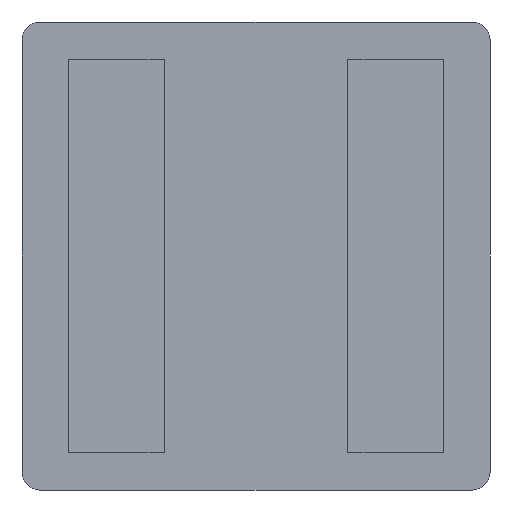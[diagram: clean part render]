
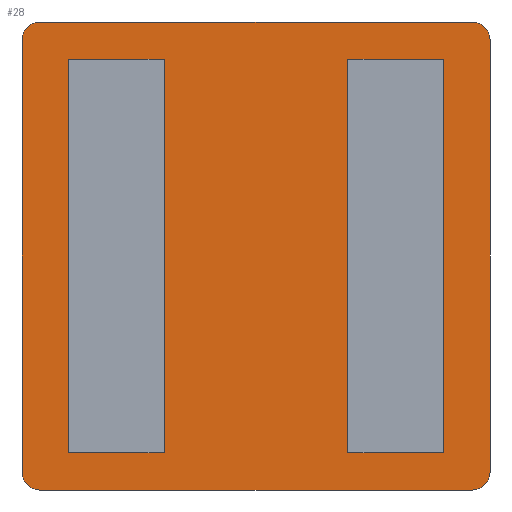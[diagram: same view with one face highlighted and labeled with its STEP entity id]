
A CAD part, front view. The second image highlights one B-rep face of the part: STEP entity #28.
In plain terms, the highlighted planar face has unit normal (0, -1, 0).
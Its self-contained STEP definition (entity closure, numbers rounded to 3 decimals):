
#3 = CARTESIAN_POINT ( 'NONE',  ( 1.85, 0.05, 1.85 ) ) ;
#8 = AXIS2_PLACEMENT_3D ( 'NONE', #506, #163, #564 ) ;
#17 = CARTESIAN_POINT ( 'NONE',  ( -2., 0.05, -1.85 ) ) ;
#19 = CARTESIAN_POINT ( 'NONE',  ( -2., 0.05, 1.85 ) ) ;
#23 = DIRECTION ( 'NONE',  ( 0., 1., 0. ) ) ;
#26 = CARTESIAN_POINT ( 'NONE',  ( -1.85, 0.05, 1.85 ) ) ;
#28 = ADVANCED_FACE ( 'NONE', ( #442 ), #274, .F. ) ;
#43 = DIRECTION ( 'NONE',  ( 0., 1., 0. ) ) ;
#56 = DIRECTION ( 'NONE',  ( 0., 0., -1. ) ) ;
#57 = VERTEX_POINT ( 'NONE', #733 ) ;
#60 = CARTESIAN_POINT ( 'NONE',  ( 1.85, 0.05, 2. ) ) ;
#63 = LINE ( 'NONE', #127, #638 ) ;
#65 = LINE ( 'NONE', #380, #639 ) ;
#87 = ORIENTED_EDGE ( 'NONE', *, *, #232, .F. ) ;
#112 = ORIENTED_EDGE ( 'NONE', *, *, #535, .F. ) ;
#115 = CARTESIAN_POINT ( 'NONE',  ( 2., 0.05, -1.85 ) ) ;
#127 = CARTESIAN_POINT ( 'NONE',  ( -1.85, 0.05, -2. ) ) ;
#142 = AXIS2_PLACEMENT_3D ( 'NONE', #26, #23, #628 ) ;
#144 = ORIENTED_EDGE ( 'NONE', *, *, #336, .F. ) ;
#145 = VECTOR ( 'NONE', #607, 1000. ) ;
#149 = EDGE_LOOP ( 'NONE', ( #252, #87, #171, #112, #144, #596, #437, #699 ) ) ;
#163 = DIRECTION ( 'NONE',  ( 0., 1., 0. ) ) ;
#165 = EDGE_CURVE ( 'NONE', #57, #512, #297, .T. ) ;
#171 = ORIENTED_EDGE ( 'NONE', *, *, #705, .F. ) ;
#192 = CIRCLE ( 'NONE', #142, 0.15 ) ;
#203 = DIRECTION ( 'NONE',  ( 1., 0., 0. ) ) ;
#219 = DIRECTION ( 'NONE',  ( 0., 0., 1. ) ) ;
#232 = EDGE_CURVE ( 'NONE', #492, #417, #65, .T. ) ;
#245 = EDGE_CURVE ( 'NONE', #417, #57, #675, .T. ) ;
#249 = CIRCLE ( 'NONE', #287, 0.15 ) ;
#252 = ORIENTED_EDGE ( 'NONE', *, *, #245, .F. ) ;
#274 = PLANE ( 'NONE',  #374 ) ;
#287 = AXIS2_PLACEMENT_3D ( 'NONE', #731, #391, #56 ) ;
#288 = VERTEX_POINT ( 'NONE', #466 ) ;
#297 = LINE ( 'NONE', #664, #145 ) ;
#316 = VERTEX_POINT ( 'NONE', #660 ) ;
#336 = EDGE_CURVE ( 'NONE', #288, #689, #249, .T. ) ;
#348 = CARTESIAN_POINT ( 'NONE',  ( -2., 0.05, 1.85 ) ) ;
#350 = DIRECTION ( 'NONE',  ( -1., 0., 0. ) ) ;
#374 = AXIS2_PLACEMENT_3D ( 'NONE', #3, #616, #219 ) ;
#380 = CARTESIAN_POINT ( 'NONE',  ( -1.85, 0.05, 2. ) ) ;
#391 = DIRECTION ( 'NONE',  ( 0., 1., 0. ) ) ;
#396 = CIRCLE ( 'NONE', #8, 0.15 ) ;
#401 = EDGE_CURVE ( 'NONE', #512, #316, #396, .T. ) ;
#417 = VERTEX_POINT ( 'NONE', #60 ) ;
#432 = CARTESIAN_POINT ( 'NONE',  ( 1.85, 0.05, 1.85 ) ) ;
#436 = VECTOR ( 'NONE', #626, 1000. ) ;
#437 = ORIENTED_EDGE ( 'NONE', *, *, #401, .F. ) ;
#442 = FACE_OUTER_BOUND ( 'NONE', #149, .T. ) ;
#466 = CARTESIAN_POINT ( 'NONE',  ( -1.85, 0.05, -2. ) ) ;
#492 = VERTEX_POINT ( 'NONE', #681 ) ;
#506 = CARTESIAN_POINT ( 'NONE',  ( 1.85, 0.05, -1.85 ) ) ;
#512 = VERTEX_POINT ( 'NONE', #115 ) ;
#535 = EDGE_CURVE ( 'NONE', #689, #546, #601, .T. ) ;
#546 = VERTEX_POINT ( 'NONE', #19 ) ;
#564 = DIRECTION ( 'NONE',  ( 0., 0., -1. ) ) ;
#596 = ORIENTED_EDGE ( 'NONE', *, *, #703, .F. ) ;
#601 = LINE ( 'NONE', #348, #436 ) ;
#607 = DIRECTION ( 'NONE',  ( 0., 0., -1. ) ) ;
#616 = DIRECTION ( 'NONE',  ( 0., 1., 0. ) ) ;
#626 = DIRECTION ( 'NONE',  ( 0., 0., 1. ) ) ;
#628 = DIRECTION ( 'NONE',  ( 0., 0., -1. ) ) ;
#638 = VECTOR ( 'NONE', #350, 1000. ) ;
#639 = VECTOR ( 'NONE', #203, 1000. ) ;
#644 = AXIS2_PLACEMENT_3D ( 'NONE', #432, #43, #714 ) ;
#660 = CARTESIAN_POINT ( 'NONE',  ( 1.85, 0.05, -2. ) ) ;
#664 = CARTESIAN_POINT ( 'NONE',  ( 2., 0.05, 1.85 ) ) ;
#675 = CIRCLE ( 'NONE', #644, 0.15 ) ;
#681 = CARTESIAN_POINT ( 'NONE',  ( -1.85, 0.05, 2. ) ) ;
#689 = VERTEX_POINT ( 'NONE', #17 ) ;
#699 = ORIENTED_EDGE ( 'NONE', *, *, #165, .F. ) ;
#703 = EDGE_CURVE ( 'NONE', #316, #288, #63, .T. ) ;
#705 = EDGE_CURVE ( 'NONE', #546, #492, #192, .T. ) ;
#714 = DIRECTION ( 'NONE',  ( 0., 0., 1. ) ) ;
#731 = CARTESIAN_POINT ( 'NONE',  ( -1.85, 0.05, -1.85 ) ) ;
#733 = CARTESIAN_POINT ( 'NONE',  ( 2., 0.05, 1.85 ) ) ;
